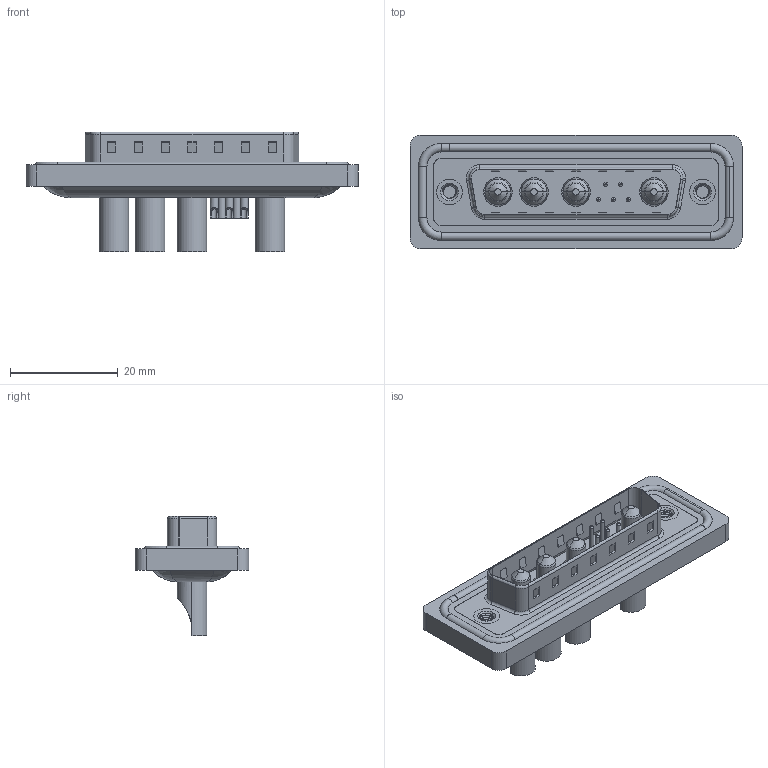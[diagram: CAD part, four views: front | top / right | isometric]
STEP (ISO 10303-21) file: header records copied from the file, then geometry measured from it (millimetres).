
FILE_DESCRIPTION (( 'STEP AP203' ), '1' );
FILE_NAME ('627W9W4-122-4NA.STEP', '2024-03-20T14:50:41', ( '' ), ( '' ), 'SwSTEP 2.0', 'SolidWorks 2023', '' );
FILE_SCHEMA (( 'CONFIG_CONTROL_DESIGN' ));
Length unit declared in the file: millimetre
Products named in the file (9): 627Combo Shell Rear_25 Contacts; 627W9W4-122-4NA; 627Combo Shell Front_25 Contacts; 627Combo Contact Row 1_22; 627Combo Waterproof Housing_25 Contacts; Power Pin_40A SC; 627Combo Housing_9W4; 627Combo Threaded Rivet_A; 627Combo Contact Row 2_22
Assembly tree (15 placements, depth 2):
  627W9W4-122-4NA
    627Combo Housing_9W4
    627Combo Waterproof Housing_25 Contacts
    627Combo Shell Rear_25 Contacts
    627Combo Shell Front_25 Contacts
    627Combo Threaded Rivet_A  x2
    Power Pin_40A SC  x4
    627Combo Contact Row 1_22  x2
    627Combo Contact Row 2_22  x3
Bounding box: 61.75 x 21.1 x 22.3 mm (x, y, z)
Volume: 7573.1 mm3; surface area: 12432.4 mm2
Topology: 20 solids, 20 shells, 834 faces, 2011 edges, 1240 vertices
Faces by surface type: cylinder 350, plane 302, torus 122, cone 46, bspline 14
Entity records: 21215 total; most frequent: CARTESIAN_POINT 5433, DIRECTION 3204, ORIENTED_EDGE 2960, EDGE_CURVE 1480, AXIS2_PLACEMENT_3D 1205, VERTEX_POINT 932, VECTOR 794, LINE 794
